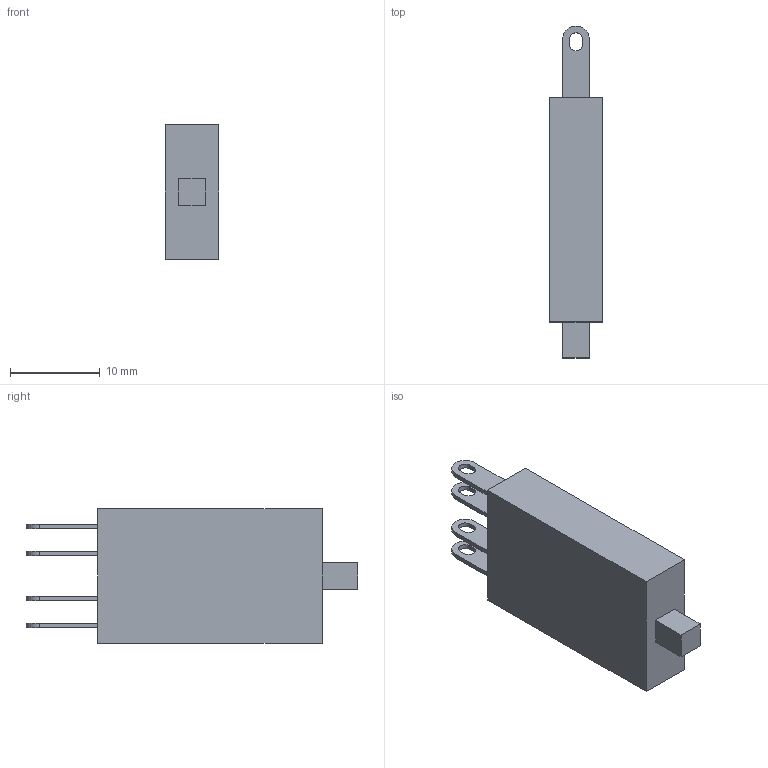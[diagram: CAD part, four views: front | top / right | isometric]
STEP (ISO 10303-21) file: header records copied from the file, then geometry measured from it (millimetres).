
FILE_DESCRIPTION(('starvars output'),'2;1');
FILE_NAME('ZB6E1B_3D.stp','08:20:12 2020/04/01',( 'Thomas Industrial Network Germany GmbH'),( 'Thomas Industrial Network Germany GmbH'),'unknown preprocess','ACIS' ,'unknown authorization');
FILE_SCHEMA(('AUTOMOTIVE_DESIGN_CC2 {UNKNOWN IMPLEMENTATION LEVEL}'));
Length unit declared in the file: millimetre
Products named in the file (1): PRODUCT_ID_436
Bounding box: 6 x 37 x 15 mm (x, y, z)
Volume: 2327 mm3; surface area: 1483 mm2
Topology: 1 solids, 1 shells, 51 faces, 132 edges, 88 vertices
Faces by surface type: plane 35, cylinder 16
Entity records: 2065 total; most frequent: CARTESIAN_POINT 271, DIRECTION 266, ORIENTED_EDGE 264, EDGE_CURVE 132, VECTOR 100, LINE 100, VERTEX_POINT 88, AXIS2_PLACEMENT_3D 83
